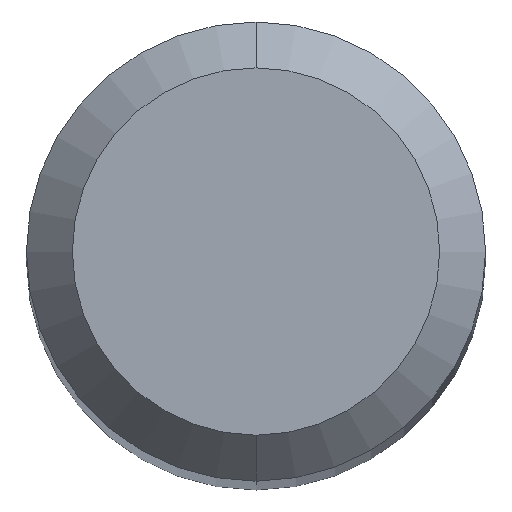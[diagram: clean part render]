
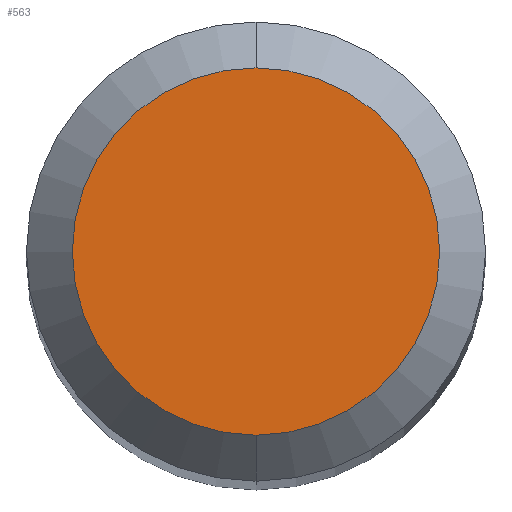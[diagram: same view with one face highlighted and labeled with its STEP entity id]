
A CAD part, top view. The second image highlights one B-rep face of the part: STEP entity #563.
In plain terms, the highlighted planar face has unit normal (0, 0, 1).
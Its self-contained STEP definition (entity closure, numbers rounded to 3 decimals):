
#363=EDGE_CURVE('',#887,#779,#978,.T.);
#563=ADVANCED_FACE('',(#1190),#1191,.T.);
#607=EDGE_CURVE('',#779,#887,#1240,.T.);
#779=VERTEX_POINT('',#1431);
#887=VERTEX_POINT('',#1550);
#978=CIRCLE('',#1703,1.2);
#1190=FACE_OUTER_BOUND('',#2413,.T.);
#1191=PLANE('',#2414);
#1240=CIRCLE('',#2681,1.2);
#1431=CARTESIAN_POINT('',(0.,-1.2,0.0));
#1550=CARTESIAN_POINT('',(0.0,1.2,0.0));
#1703=AXIS2_PLACEMENT_3D('',#4174,#4175,#4176);
#2413=EDGE_LOOP('',(#4349,#4350));
#2414=AXIS2_PLACEMENT_3D('',#4351,#4352,#4353);
#2681=AXIS2_PLACEMENT_3D('',#4407,#4408,#4409);
#4174=CARTESIAN_POINT('',(0.0,0.0,0.0));
#4175=DIRECTION('',(0.0,0.0,-1.0));
#4176=DIRECTION('',(0.0,1.0,0.0));
#4349=ORIENTED_EDGE('',*,*,#363,.F.);
#4350=ORIENTED_EDGE('',*,*,#607,.F.);
#4351=CARTESIAN_POINT('',(0.0,0.6,0.0));
#4352=DIRECTION('',(-0.0,0.0,1.0));
#4353=DIRECTION('',(0.0,-1.0,0.0));
#4407=CARTESIAN_POINT('',(0.0,0.0,0.0));
#4408=DIRECTION('',(0.0,0.0,-1.0));
#4409=DIRECTION('',(0.0,1.0,0.0));
